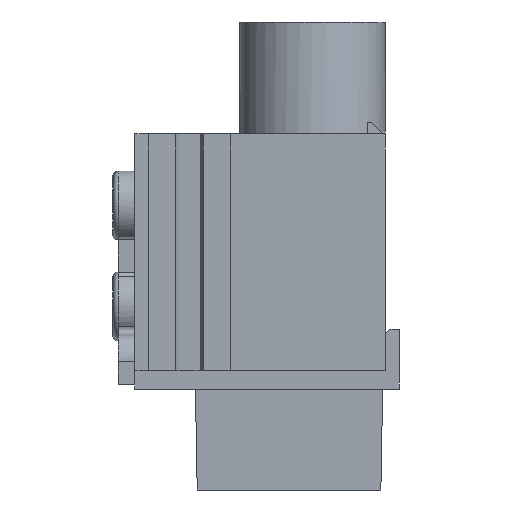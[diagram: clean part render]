
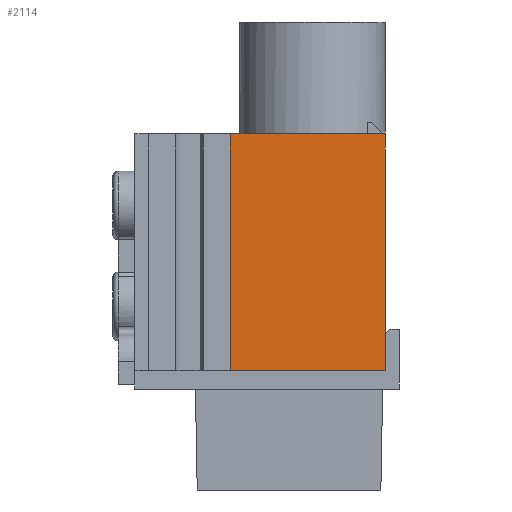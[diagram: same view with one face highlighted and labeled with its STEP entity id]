
A CAD part, left-side view. The second image highlights one B-rep face of the part: STEP entity #2114.
In plain terms, the highlighted planar face has unit normal (-1, 0, 0).
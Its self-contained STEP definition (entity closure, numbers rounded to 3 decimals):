
#199=PLANE('',#2298);
#299=FACE_OUTER_BOUND('',#418,.T.);
#418=EDGE_LOOP('',(#1859,#1860,#1861,#1862));
#514=LINE('',#3102,#739);
#557=LINE('',#3227,#782);
#568=LINE('',#3245,#793);
#655=LINE('',#3463,#880);
#739=VECTOR('',#2492,25.8);
#782=VECTOR('',#2577,25.8);
#793=VECTOR('',#2592,18.2);
#880=VECTOR('',#2801,18.2);
#1026=VERTEX_POINT('',#3099);
#1027=VERTEX_POINT('',#3101);
#1073=VERTEX_POINT('',#3224);
#1074=VERTEX_POINT('',#3226);
#1230=EDGE_CURVE('',#1027,#1026,#514,.T.);
#1285=EDGE_CURVE('',#1074,#1073,#557,.T.);
#1296=EDGE_CURVE('',#1074,#1026,#568,.T.);
#1400=EDGE_CURVE('',#1073,#1027,#655,.T.);
#1859=ORIENTED_EDGE('',*,*,#1285,.T.);
#1860=ORIENTED_EDGE('',*,*,#1400,.T.);
#1861=ORIENTED_EDGE('',*,*,#1230,.T.);
#1862=ORIENTED_EDGE('',*,*,#1296,.F.);
#2114=ADVANCED_FACE('',(#299),#199,.T.);
#2298=AXIS2_PLACEMENT_3D('',#3462,#2799,#2800);
#2492=DIRECTION('',(0.,0.,1.));
#2577=DIRECTION('',(0.,0.,-1.));
#2592=DIRECTION('',(0.,-1.,0.));
#2799=DIRECTION('center_axis',(-1.,0.,0.));
#2800=DIRECTION('ref_axis',(0.,0.,1.));
#2801=DIRECTION('',(0.,-1.,0.));
#3099=CARTESIAN_POINT('',(-27.522,1.969,25.8));
#3101=CARTESIAN_POINT('',(-27.522,1.969,0.));
#3102=CARTESIAN_POINT('',(-27.522,1.969,0.));
#3224=CARTESIAN_POINT('',(-27.522,20.169,0.));
#3226=CARTESIAN_POINT('',(-27.522,20.169,25.8));
#3227=CARTESIAN_POINT('',(-27.522,20.169,12.9));
#3245=CARTESIAN_POINT('',(-27.522,9.144,25.8));
#3462=CARTESIAN_POINT('Origin',(-27.522,1.969,0.));
#3463=CARTESIAN_POINT('',(-27.522,9.144,0.));
